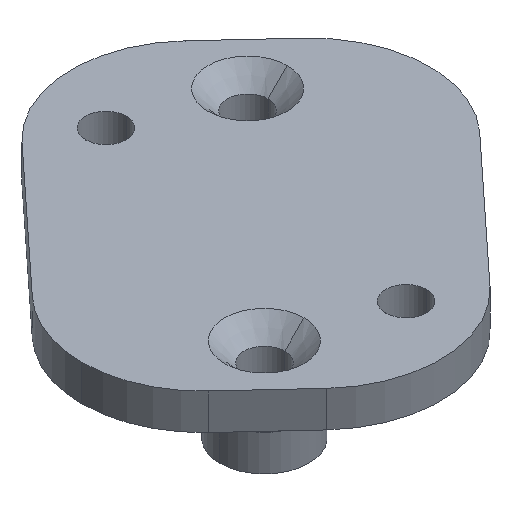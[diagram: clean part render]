
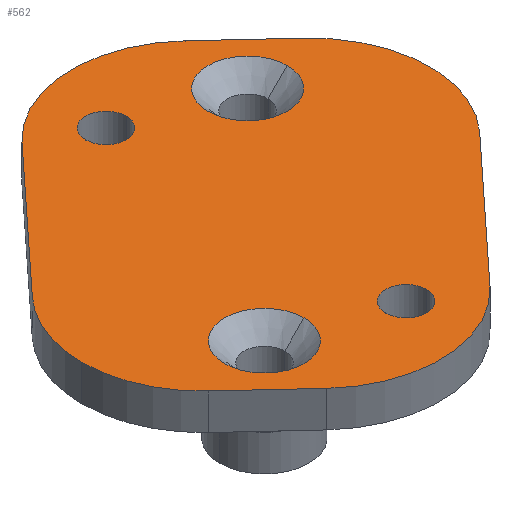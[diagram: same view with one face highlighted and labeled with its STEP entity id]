
A CAD part, isometric view. The second image highlights one B-rep face of the part: STEP entity #562.
In plain terms, the highlighted planar face has unit normal (0, 0, 1).
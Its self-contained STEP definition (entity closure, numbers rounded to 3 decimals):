
#1 = VERTEX_POINT ( 'NONE', #1011 ) ;
#2 = EDGE_CURVE ( 'NONE', #749, #399, #771, .T. ) ;
#5 = VERTEX_POINT ( 'NONE', #509 ) ;
#10 = DIRECTION ( 'NONE',  ( 1., 0., 0. ) ) ;
#22 = CARTESIAN_POINT ( 'NONE',  ( 7.916, 3.408, 1.5 ) ) ;
#26 = DIRECTION ( 'NONE',  ( 0.734, -0.679, 0. ) ) ;
#31 = CARTESIAN_POINT ( 'NONE',  ( -12.05, -9.45, 1.5 ) ) ;
#40 = CARTESIAN_POINT ( 'NONE',  ( -4.547, 14.948, 1.5 ) ) ;
#42 = AXIS2_PLACEMENT_3D ( 'NONE', #22, #778, #855 ) ;
#51 = CARTESIAN_POINT ( 'NONE',  ( 0., -12.5, 1.5 ) ) ;
#59 = DIRECTION ( 'NONE',  ( 1., 0., 0. ) ) ;
#69 = DIRECTION ( 'NONE',  ( 1., 0., 0. ) ) ;
#70 = EDGE_CURVE ( 'NONE', #374, #5, #351, .T. ) ;
#76 = CARTESIAN_POINT ( 'NONE',  ( 4.547, -14.948, 1.5 ) ) ;
#94 = AXIS2_PLACEMENT_3D ( 'NONE', #626, #660, #487 ) ;
#95 = AXIS2_PLACEMENT_3D ( 'NONE', #354, #427, #604 ) ;
#96 = CARTESIAN_POINT ( 'NONE',  ( 0., 0., 1.5 ) ) ;
#103 = DIRECTION ( 'NONE',  ( 0., 0., 1. ) ) ;
#104 = EDGE_CURVE ( 'NONE', #157, #749, #296, .T. ) ;
#110 = VECTOR ( 'NONE', #804, 1000. ) ;
#136 = CARTESIAN_POINT ( 'NONE',  ( -17.916, -3.408, 1.5 ) ) ;
#156 = LINE ( 'NONE', #357, #110 ) ;
#157 = VERTEX_POINT ( 'NONE', #542 ) ;
#171 = ORIENTED_EDGE ( 'NONE', *, *, #414, .F. ) ;
#172 = VERTEX_POINT ( 'NONE', #136 ) ;
#175 = FACE_OUTER_BOUND ( 'NONE', #405, .T. ) ;
#180 = PLANE ( 'NONE',  #244 ) ;
#191 = FACE_BOUND ( 'NONE', #375, .T. ) ;
#194 = EDGE_CURVE ( 'NONE', #806, #172, #327, .T. ) ;
#195 = VECTOR ( 'NONE', #579, 1000. ) ;
#196 = CIRCLE ( 'NONE', #1020, 10. ) ;
#200 = DIRECTION ( 'NONE',  ( 0., 0., 1. ) ) ;
#218 = EDGE_CURVE ( 'NONE', #984, #324, #818, .T. ) ;
#225 = CARTESIAN_POINT ( 'NONE',  ( 9.584, 15.492, 1.5 ) ) ;
#231 = DIRECTION ( 'NONE',  ( 1., 0., 0. ) ) ;
#235 = VERTEX_POINT ( 'NONE', #40 ) ;
#241 = CARTESIAN_POINT ( 'NONE',  ( -8.75, -9.45, 1.5 ) ) ;
#244 = AXIS2_PLACEMENT_3D ( 'NONE', #96, #259, #591 ) ;
#251 = ORIENTED_EDGE ( 'NONE', *, *, #916, .F. ) ;
#259 = DIRECTION ( 'NONE',  ( 0., 0., 1. ) ) ;
#264 = CARTESIAN_POINT ( 'NONE',  ( 1.7, 12.5, 1.5 ) ) ;
#272 = EDGE_CURVE ( 'NONE', #800, #1, #750, .T. ) ;
#280 = DIRECTION ( 'NONE',  ( -0.734, 0.679, 0. ) ) ;
#288 = EDGE_CURVE ( 'NONE', #172, #518, #906, .T. ) ;
#296 = CIRCLE ( 'NONE', #42, 10. ) ;
#297 = CIRCLE ( 'NONE', #700, 3.3 ) ;
#311 = CARTESIAN_POINT ( 'NONE',  ( 5.45, 9.45, 1.5 ) ) ;
#312 = DIRECTION ( 'NONE',  ( 0., 0., 1. ) ) ;
#313 = VERTEX_POINT ( 'NONE', #498 ) ;
#314 = DIRECTION ( 'NONE',  ( 0., 0., 1. ) ) ;
#321 = EDGE_CURVE ( 'NONE', #324, #157, #652, .T. ) ;
#324 = VERTEX_POINT ( 'NONE', #76 ) ;
#327 = CIRCLE ( 'NONE', #449, 10. ) ;
#328 = ORIENTED_EDGE ( 'NONE', *, *, #2, .T. ) ;
#351 = CIRCLE ( 'NONE', #955, 3.3 ) ;
#354 = CARTESIAN_POINT ( 'NONE',  ( 0., 12.5, 1.5 ) ) ;
#356 = ORIENTED_EDGE ( 'NONE', *, *, #272, .F. ) ;
#357 = CARTESIAN_POINT ( 'NONE',  ( -22.047, -3.952, 1.5 ) ) ;
#372 = CARTESIAN_POINT ( 'NONE',  ( 14.71, 10.746, 1.5 ) ) ;
#374 = VERTEX_POINT ( 'NONE', #311 ) ;
#375 = EDGE_LOOP ( 'NONE', ( #831, #356 ) ) ;
#385 = CIRCLE ( 'NONE', #926, 3.3 ) ;
#399 = VERTEX_POINT ( 'NONE', #225 ) ;
#405 = EDGE_LOOP ( 'NONE', ( #949, #739, #328, #599, #677, #412, #561, #460, #477 ) ) ;
#409 = ORIENTED_EDGE ( 'NONE', *, *, #851, .F. ) ;
#412 = ORIENTED_EDGE ( 'NONE', *, *, #194, .T. ) ;
#414 = EDGE_CURVE ( 'NONE', #633, #490, #989, .T. ) ;
#423 = CARTESIAN_POINT ( 'NONE',  ( -14.71, -10.746, 1.5 ) ) ;
#426 = EDGE_CURVE ( 'NONE', #1, #800, #781, .T. ) ;
#427 = DIRECTION ( 'NONE',  ( 0., 0., 1. ) ) ;
#435 = LINE ( 'NONE', #847, #742 ) ;
#436 = CARTESIAN_POINT ( 'NONE',  ( -7.916, -3.408, 1.5 ) ) ;
#449 = AXIS2_PLACEMENT_3D ( 'NONE', #436, #1042, #941 ) ;
#460 = ORIENTED_EDGE ( 'NONE', *, *, #1057, .T. ) ;
#473 = CARTESIAN_POINT ( 'NONE',  ( 0., 12.5, 1.5 ) ) ;
#477 = ORIENTED_EDGE ( 'NONE', *, *, #218, .T. ) ;
#487 = DIRECTION ( 'NONE',  ( 1., 0., 0. ) ) ;
#490 = VERTEX_POINT ( 'NONE', #264 ) ;
#498 = CARTESIAN_POINT ( 'NONE',  ( -5.45, -9.45, 1.5 ) ) ;
#504 = CARTESIAN_POINT ( 'NONE',  ( 2.247, 22.286, 1.5 ) ) ;
#508 = CIRCLE ( 'NONE', #540, 3.3 ) ;
#509 = CARTESIAN_POINT ( 'NONE',  ( 12.05, 9.45, 1.5 ) ) ;
#516 = DIRECTION ( 'NONE',  ( 1., 0., 0. ) ) ;
#518 = VERTEX_POINT ( 'NONE', #423 ) ;
#529 = CARTESIAN_POINT ( 'NONE',  ( -1.7, 12.5, 1.5 ) ) ;
#536 = DIRECTION ( 'NONE',  ( 0., 0., 1. ) ) ;
#540 = AXIS2_PLACEMENT_3D ( 'NONE', #548, #879, #59 ) ;
#541 = EDGE_LOOP ( 'NONE', ( #409, #914 ) ) ;
#542 = CARTESIAN_POINT ( 'NONE',  ( 15.253, -3.386, 1.5 ) ) ;
#544 = EDGE_CURVE ( 'NONE', #490, #633, #887, .T. ) ;
#548 = CARTESIAN_POINT ( 'NONE',  ( 8.75, 9.45, 1.5 ) ) ;
#554 = ORIENTED_EDGE ( 'NONE', *, *, #1010, .F. ) ;
#561 = ORIENTED_EDGE ( 'NONE', *, *, #288, .T. ) ;
#562 = ADVANCED_FACE ( 'NONE', ( #858, #917, #931, #175, #191 ), #180, .T. ) ;
#566 = CARTESIAN_POINT ( 'NONE',  ( 2.79, 8.154, 1.5 ) ) ;
#579 = DIRECTION ( 'NONE',  ( 0.679, 0.734, 0. ) ) ;
#591 = DIRECTION ( 'NONE',  ( 1., 0., 0. ) ) ;
#599 = ORIENTED_EDGE ( 'NONE', *, *, #619, .T. ) ;
#604 = DIRECTION ( 'NONE',  ( 1., 0., 0. ) ) ;
#619 = EDGE_CURVE ( 'NONE', #399, #235, #196, .T. ) ;
#626 = CARTESIAN_POINT ( 'NONE',  ( -7.916, -3.408, 1.5 ) ) ;
#633 = VERTEX_POINT ( 'NONE', #529 ) ;
#647 = DIRECTION ( 'NONE',  ( 0., 0., 1. ) ) ;
#652 = LINE ( 'NONE', #656, #195 ) ;
#656 = CARTESIAN_POINT ( 'NONE',  ( -2.247, -22.286, 1.5 ) ) ;
#660 = DIRECTION ( 'NONE',  ( 0., 0., 1. ) ) ;
#662 = ORIENTED_EDGE ( 'NONE', *, *, #544, .F. ) ;
#677 = ORIENTED_EDGE ( 'NONE', *, *, #702, .T. ) ;
#695 = AXIS2_PLACEMENT_3D ( 'NONE', #473, #647, #231 ) ;
#700 = AXIS2_PLACEMENT_3D ( 'NONE', #737, #826, #69 ) ;
#702 = EDGE_CURVE ( 'NONE', #235, #806, #156, .T. ) ;
#713 = AXIS2_PLACEMENT_3D ( 'NONE', #51, #536, #874 ) ;
#735 = AXIS2_PLACEMENT_3D ( 'NONE', #962, #200, #780 ) ;
#736 = DIRECTION ( 'NONE',  ( 0., 0., 1. ) ) ;
#737 = CARTESIAN_POINT ( 'NONE',  ( -8.75, -9.45, 1.5 ) ) ;
#739 = ORIENTED_EDGE ( 'NONE', *, *, #104, .T. ) ;
#742 = VECTOR ( 'NONE', #26, 1000. ) ;
#749 = VERTEX_POINT ( 'NONE', #372 ) ;
#750 = CIRCLE ( 'NONE', #713, 1.7 ) ;
#771 = LINE ( 'NONE', #504, #850 ) ;
#778 = DIRECTION ( 'NONE',  ( 0., 0., 1. ) ) ;
#780 = DIRECTION ( 'NONE',  ( 1., 0., 0. ) ) ;
#781 = CIRCLE ( 'NONE', #950, 1.7 ) ;
#796 = CARTESIAN_POINT ( 'NONE',  ( 1.7, -12.5, 1.5 ) ) ;
#800 = VERTEX_POINT ( 'NONE', #796 ) ;
#804 = DIRECTION ( 'NONE',  ( -0.679, -0.734, 0. ) ) ;
#806 = VERTEX_POINT ( 'NONE', #1039 ) ;
#811 = CARTESIAN_POINT ( 'NONE',  ( 0., -12.5, 1.5 ) ) ;
#818 = CIRCLE ( 'NONE', #735, 10. ) ;
#826 = DIRECTION ( 'NONE',  ( 0., 0., 1. ) ) ;
#831 = ORIENTED_EDGE ( 'NONE', *, *, #426, .F. ) ;
#847 = CARTESIAN_POINT ( 'NONE',  ( -22.047, -3.952, 1.5 ) ) ;
#850 = VECTOR ( 'NONE', #280, 1000. ) ;
#851 = EDGE_CURVE ( 'NONE', #5, #374, #508, .T. ) ;
#855 = DIRECTION ( 'NONE',  ( 1., 0., 0. ) ) ;
#858 = FACE_BOUND ( 'NONE', #977, .T. ) ;
#874 = DIRECTION ( 'NONE',  ( 1., 0., 0. ) ) ;
#879 = DIRECTION ( 'NONE',  ( 0., 0., 1. ) ) ;
#887 = CIRCLE ( 'NONE', #95, 1.7 ) ;
#906 = CIRCLE ( 'NONE', #94, 10. ) ;
#914 = ORIENTED_EDGE ( 'NONE', *, *, #70, .F. ) ;
#916 = EDGE_CURVE ( 'NONE', #1066, #313, #297, .T. ) ;
#917 = FACE_BOUND ( 'NONE', #541, .T. ) ;
#926 = AXIS2_PLACEMENT_3D ( 'NONE', #241, #312, #10 ) ;
#931 = FACE_BOUND ( 'NONE', #1047, .T. ) ;
#933 = DIRECTION ( 'NONE',  ( 1., 0., 0. ) ) ;
#941 = DIRECTION ( 'NONE',  ( 1., 0., 0. ) ) ;
#949 = ORIENTED_EDGE ( 'NONE', *, *, #321, .T. ) ;
#950 = AXIS2_PLACEMENT_3D ( 'NONE', #811, #736, #516 ) ;
#955 = AXIS2_PLACEMENT_3D ( 'NONE', #1015, #103, #933 ) ;
#962 = CARTESIAN_POINT ( 'NONE',  ( -2.79, -8.154, 1.5 ) ) ;
#977 = EDGE_LOOP ( 'NONE', ( #554, #251 ) ) ;
#984 = VERTEX_POINT ( 'NONE', #998 ) ;
#989 = CIRCLE ( 'NONE', #695, 1.7 ) ;
#998 = CARTESIAN_POINT ( 'NONE',  ( -9.584, -15.492, 1.5 ) ) ;
#1010 = EDGE_CURVE ( 'NONE', #313, #1066, #385, .T. ) ;
#1011 = CARTESIAN_POINT ( 'NONE',  ( -1.7, -12.5, 1.5 ) ) ;
#1015 = CARTESIAN_POINT ( 'NONE',  ( 8.75, 9.45, 1.5 ) ) ;
#1020 = AXIS2_PLACEMENT_3D ( 'NONE', #566, #314, #1051 ) ;
#1039 = CARTESIAN_POINT ( 'NONE',  ( -15.253, 3.386, 1.5 ) ) ;
#1042 = DIRECTION ( 'NONE',  ( 0., 0., 1. ) ) ;
#1047 = EDGE_LOOP ( 'NONE', ( #171, #662 ) ) ;
#1051 = DIRECTION ( 'NONE',  ( 1., 0., 0. ) ) ;
#1057 = EDGE_CURVE ( 'NONE', #518, #984, #435, .T. ) ;
#1066 = VERTEX_POINT ( 'NONE', #31 ) ;
